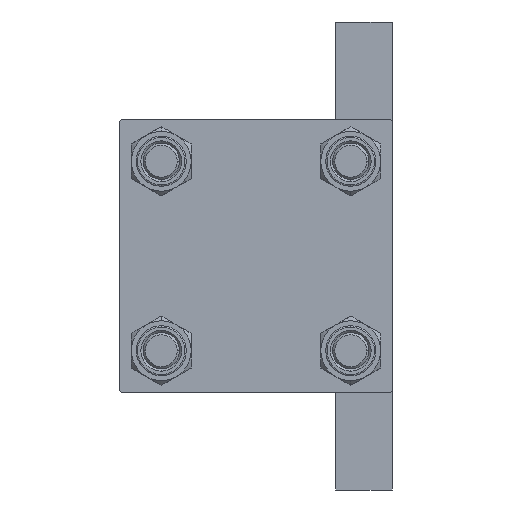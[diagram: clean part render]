
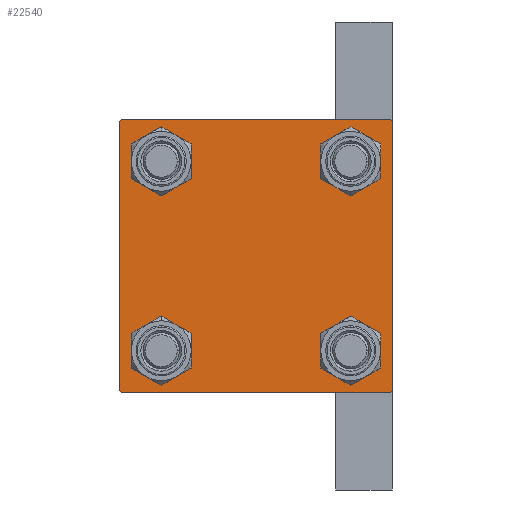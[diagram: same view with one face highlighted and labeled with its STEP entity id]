
A CAD part, left-side view. The second image highlights one B-rep face of the part: STEP entity #22540.
In plain terms, the highlighted planar face has unit normal (-1, 0, 0).
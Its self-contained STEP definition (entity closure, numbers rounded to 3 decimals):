
#11 = ORIENTED_EDGE ( 'NONE', *, *, #29698, .T. ) ;
#180 = VERTEX_POINT ( 'NONE', #47910 ) ;
#245 = VECTOR ( 'NONE', #30178, 1000. ) ;
#361 = CIRCLE ( 'NONE', #31887, 4.5 ) ;
#610 = EDGE_CURVE ( 'NONE', #6931, #23820, #23652, .T. ) ;
#636 = CIRCLE ( 'NONE', #28207, 4.5 ) ;
#725 = EDGE_CURVE ( 'NONE', #20079, #44025, #15316, .T. ) ;
#1322 = CARTESIAN_POINT ( 'NONE',  ( 0., -20.85, -20.85 ) ) ;
#1420 = VERTEX_POINT ( 'NONE', #43265 ) ;
#1654 = VERTEX_POINT ( 'NONE', #42157 ) ;
#1825 = ORIENTED_EDGE ( 'NONE', *, *, #46077, .T. ) ;
#1960 = EDGE_LOOP ( 'NONE', ( #25646, #28083 ) ) ;
#2329 = EDGE_CURVE ( 'NONE', #36756, #28408, #29681, .T. ) ;
#2665 = VERTEX_POINT ( 'NONE', #40715 ) ;
#3120 = CARTESIAN_POINT ( 'NONE',  ( 0., 20.85, 25.35 ) ) ;
#3305 = DIRECTION ( 'NONE',  ( 1., 0., 0. ) ) ;
#3549 = LINE ( 'NONE', #4273, #38638 ) ;
#3607 = EDGE_CURVE ( 'NONE', #12125, #1420, #40539, .T. ) ;
#3612 = VECTOR ( 'NONE', #22978, 1000. ) ;
#3823 = FACE_BOUND ( 'NONE', #27651, .T. ) ;
#4060 = FACE_BOUND ( 'NONE', #5287, .T. ) ;
#4269 = DIRECTION ( 'NONE',  ( 0., -1., 0. ) ) ;
#4273 = CARTESIAN_POINT ( 'NONE',  ( 0., 29.75, -29.75 ) ) ;
#5244 = CARTESIAN_POINT ( 'NONE',  ( 0., 0., 0. ) ) ;
#5271 = DIRECTION ( 'NONE',  ( 0., 0., 1. ) ) ;
#5287 = EDGE_LOOP ( 'NONE', ( #42687, #11 ) ) ;
#5755 = AXIS2_PLACEMENT_3D ( 'NONE', #1322, #39050, #5271 ) ;
#6068 = CARTESIAN_POINT ( 'NONE',  ( 0., -20.85, -25.35 ) ) ;
#6381 = DIRECTION ( 'NONE',  ( 1., 0., 0. ) ) ;
#6498 = VERTEX_POINT ( 'NONE', #23114 ) ;
#6931 = VERTEX_POINT ( 'NONE', #46938 ) ;
#7107 = EDGE_CURVE ( 'NONE', #44025, #8676, #18816, .T. ) ;
#7231 = EDGE_CURVE ( 'NONE', #38043, #8676, #46152, .T. ) ;
#7378 = EDGE_LOOP ( 'NONE', ( #21398, #8144, #22244, #44586, #28147, #10801, #41213, #1825 ) ) ;
#7565 = VECTOR ( 'NONE', #13123, 1000. ) ;
#8144 = ORIENTED_EDGE ( 'NONE', *, *, #26885, .T. ) ;
#8190 = CARTESIAN_POINT ( 'NONE',  ( 0., -30., 30. ) ) ;
#8239 = VECTOR ( 'NONE', #14458, 1000. ) ;
#8676 = VERTEX_POINT ( 'NONE', #27054 ) ;
#9099 = ORIENTED_EDGE ( 'NONE', *, *, #3607, .T. ) ;
#9177 = CARTESIAN_POINT ( 'NONE',  ( 0., -29.5, -30. ) ) ;
#9189 = EDGE_CURVE ( 'NONE', #2665, #6498, #19469, .T. ) ;
#10388 = CARTESIAN_POINT ( 'NONE',  ( 0., -20.85, -20.85 ) ) ;
#10458 = CARTESIAN_POINT ( 'NONE',  ( 0., 30., 30. ) ) ;
#10801 = ORIENTED_EDGE ( 'NONE', *, *, #36254, .T. ) ;
#11127 = DIRECTION ( 'NONE',  ( 1., 0., 0. ) ) ;
#11201 = CARTESIAN_POINT ( 'NONE',  ( 0., 29.75, 29.75 ) ) ;
#11835 = AXIS2_PLACEMENT_3D ( 'NONE', #10388, #25418, #18041 ) ;
#12125 = VERTEX_POINT ( 'NONE', #30963 ) ;
#12146 = VECTOR ( 'NONE', #47426, 1000. ) ;
#13123 = DIRECTION ( 'NONE',  ( 0., 0., -1. ) ) ;
#13569 = EDGE_CURVE ( 'NONE', #6498, #2665, #361, .T. ) ;
#14458 = DIRECTION ( 'NONE',  ( 0., 0.707, 0.707 ) ) ;
#15316 = LINE ( 'NONE', #23445, #27592 ) ;
#15577 = DIRECTION ( 'NONE',  ( 0., -1., 0. ) ) ;
#17119 = AXIS2_PLACEMENT_3D ( 'NONE', #41678, #11127, #37514 ) ;
#18041 = DIRECTION ( 'NONE',  ( 0., 0., 1. ) ) ;
#18122 = LINE ( 'NONE', #11201, #245 ) ;
#18401 = LINE ( 'NONE', #44779, #8239 ) ;
#18800 = DIRECTION ( 'NONE',  ( 0., 0., 1. ) ) ;
#18816 = LINE ( 'NONE', #26185, #3612 ) ;
#19088 = DIRECTION ( 'NONE',  ( 0., -0.707, -0.707 ) ) ;
#19116 = PLANE ( 'NONE',  #45384 ) ;
#19469 = CIRCLE ( 'NONE', #17119, 4.5 ) ;
#19636 = CARTESIAN_POINT ( 'NONE',  ( 0., -20.85, 20.85 ) ) ;
#20079 = VERTEX_POINT ( 'NONE', #28079 ) ;
#21398 = ORIENTED_EDGE ( 'NONE', *, *, #2329, .T. ) ;
#21416 = DIRECTION ( 'NONE',  ( 0., 0., 1. ) ) ;
#21812 = CARTESIAN_POINT ( 'NONE',  ( 0., 20.85, 20.85 ) ) ;
#22244 = ORIENTED_EDGE ( 'NONE', *, *, #725, .T. ) ;
#22540 = ADVANCED_FACE ( 'NONE', ( #3823, #41547, #23965, #4060, #39018 ), #19116, .T. ) ;
#22978 = DIRECTION ( 'NONE',  ( 0., -0.707, 0.707 ) ) ;
#23114 = CARTESIAN_POINT ( 'NONE',  ( 0., 20.85, -25.35 ) ) ;
#23445 = CARTESIAN_POINT ( 'NONE',  ( 0., 30., -30. ) ) ;
#23652 = CIRCLE ( 'NONE', #11835, 4.5 ) ;
#23805 = DIRECTION ( 'NONE',  ( 1., 0., 0. ) ) ;
#23820 = VERTEX_POINT ( 'NONE', #6068 ) ;
#23965 = FACE_BOUND ( 'NONE', #1960, .T. ) ;
#24431 = ORIENTED_EDGE ( 'NONE', *, *, #610, .T. ) ;
#25418 = DIRECTION ( 'NONE',  ( 1., 0., 0. ) ) ;
#25646 = ORIENTED_EDGE ( 'NONE', *, *, #9189, .T. ) ;
#26185 = CARTESIAN_POINT ( 'NONE',  ( 0., -29.75, -29.75 ) ) ;
#26885 = EDGE_CURVE ( 'NONE', #28408, #20079, #3549, .T. ) ;
#27054 = CARTESIAN_POINT ( 'NONE',  ( 0., -30., -29.5 ) ) ;
#27394 = VECTOR ( 'NONE', #4269, 1000. ) ;
#27454 = CARTESIAN_POINT ( 'NONE',  ( 0., 30., 30. ) ) ;
#27592 = VECTOR ( 'NONE', #15577, 1000. ) ;
#27651 = EDGE_LOOP ( 'NONE', ( #36981, #9099 ) ) ;
#27938 = DIRECTION ( 'NONE',  ( 1., 0., 0. ) ) ;
#28079 = CARTESIAN_POINT ( 'NONE',  ( 0., 29.5, -30. ) ) ;
#28083 = ORIENTED_EDGE ( 'NONE', *, *, #13569, .T. ) ;
#28147 = ORIENTED_EDGE ( 'NONE', *, *, #7231, .F. ) ;
#28207 = AXIS2_PLACEMENT_3D ( 'NONE', #21812, #3305, #29207 ) ;
#28408 = VERTEX_POINT ( 'NONE', #38531 ) ;
#29207 = DIRECTION ( 'NONE',  ( 0., 0., 1. ) ) ;
#29681 = LINE ( 'NONE', #10458, #12146 ) ;
#29698 = EDGE_CURVE ( 'NONE', #180, #32820, #44224, .T. ) ;
#30058 = CARTESIAN_POINT ( 'NONE',  ( 0., -30., 29.5 ) ) ;
#30172 = LINE ( 'NONE', #27454, #27394 ) ;
#30178 = DIRECTION ( 'NONE',  ( 0., 0.707, -0.707 ) ) ;
#30366 = DIRECTION ( 'NONE',  ( 1., 0., 0. ) ) ;
#30963 = CARTESIAN_POINT ( 'NONE',  ( 0., -20.85, 16.35 ) ) ;
#31681 = AXIS2_PLACEMENT_3D ( 'NONE', #47790, #6381, #21416 ) ;
#31887 = AXIS2_PLACEMENT_3D ( 'NONE', #38742, #30366, #18800 ) ;
#32288 = EDGE_LOOP ( 'NONE', ( #24431, #36516 ) ) ;
#32820 = VERTEX_POINT ( 'NONE', #3120 ) ;
#33568 = EDGE_CURVE ( 'NONE', #23820, #6931, #34125, .T. ) ;
#34125 = CIRCLE ( 'NONE', #5755, 4.5 ) ;
#34152 = DIRECTION ( 'NONE',  ( 0., 0., 1. ) ) ;
#35144 = VERTEX_POINT ( 'NONE', #43804 ) ;
#35322 = DIRECTION ( 'NONE',  ( -1., 0., 0. ) ) ;
#36254 = EDGE_CURVE ( 'NONE', #38043, #1654, #18401, .T. ) ;
#36516 = ORIENTED_EDGE ( 'NONE', *, *, #33568, .T. ) ;
#36756 = VERTEX_POINT ( 'NONE', #45326 ) ;
#36981 = ORIENTED_EDGE ( 'NONE', *, *, #42349, .T. ) ;
#37514 = DIRECTION ( 'NONE',  ( 0., 0., 1. ) ) ;
#38043 = VERTEX_POINT ( 'NONE', #30058 ) ;
#38531 = CARTESIAN_POINT ( 'NONE',  ( 0., 30., -29.5 ) ) ;
#38638 = VECTOR ( 'NONE', #19088, 1000. ) ;
#38742 = CARTESIAN_POINT ( 'NONE',  ( 0., 20.85, -20.85 ) ) ;
#39018 = FACE_OUTER_BOUND ( 'NONE', #7378, .T. ) ;
#39050 = DIRECTION ( 'NONE',  ( 1., 0., 0. ) ) ;
#39285 = DIRECTION ( 'NONE',  ( 0., 0., 1. ) ) ;
#40539 = CIRCLE ( 'NONE', #42901, 4.5 ) ;
#40715 = CARTESIAN_POINT ( 'NONE',  ( 0., 20.85, -16.35 ) ) ;
#41213 = ORIENTED_EDGE ( 'NONE', *, *, #42556, .F. ) ;
#41547 = FACE_BOUND ( 'NONE', #32288, .T. ) ;
#41678 = CARTESIAN_POINT ( 'NONE',  ( 0., 20.85, -20.85 ) ) ;
#42048 = DIRECTION ( 'NONE',  ( 0., 0., 1. ) ) ;
#42157 = CARTESIAN_POINT ( 'NONE',  ( 0., -29.5, 30. ) ) ;
#42349 = EDGE_CURVE ( 'NONE', #1420, #12125, #43165, .T. ) ;
#42556 = EDGE_CURVE ( 'NONE', #35144, #1654, #30172, .T. ) ;
#42687 = ORIENTED_EDGE ( 'NONE', *, *, #45999, .T. ) ;
#42716 = CARTESIAN_POINT ( 'NONE',  ( 0., -20.85, 20.85 ) ) ;
#42901 = AXIS2_PLACEMENT_3D ( 'NONE', #42716, #27938, #39285 ) ;
#43165 = CIRCLE ( 'NONE', #47097, 4.5 ) ;
#43265 = CARTESIAN_POINT ( 'NONE',  ( 0., -20.85, 25.35 ) ) ;
#43804 = CARTESIAN_POINT ( 'NONE',  ( 0., 29.5, 30. ) ) ;
#44025 = VERTEX_POINT ( 'NONE', #9177 ) ;
#44224 = CIRCLE ( 'NONE', #31681, 4.5 ) ;
#44586 = ORIENTED_EDGE ( 'NONE', *, *, #7107, .T. ) ;
#44779 = CARTESIAN_POINT ( 'NONE',  ( 0., -29.75, 29.75 ) ) ;
#45326 = CARTESIAN_POINT ( 'NONE',  ( 0., 30., 29.5 ) ) ;
#45384 = AXIS2_PLACEMENT_3D ( 'NONE', #5244, #35322, #34152 ) ;
#45999 = EDGE_CURVE ( 'NONE', #32820, #180, #636, .T. ) ;
#46077 = EDGE_CURVE ( 'NONE', #35144, #36756, #18122, .T. ) ;
#46152 = LINE ( 'NONE', #8190, #7565 ) ;
#46938 = CARTESIAN_POINT ( 'NONE',  ( 0., -20.85, -16.35 ) ) ;
#47097 = AXIS2_PLACEMENT_3D ( 'NONE', #19636, #23805, #42048 ) ;
#47426 = DIRECTION ( 'NONE',  ( 0., 0., -1. ) ) ;
#47790 = CARTESIAN_POINT ( 'NONE',  ( 0., 20.85, 20.85 ) ) ;
#47910 = CARTESIAN_POINT ( 'NONE',  ( 0., 20.85, 16.35 ) ) ;
